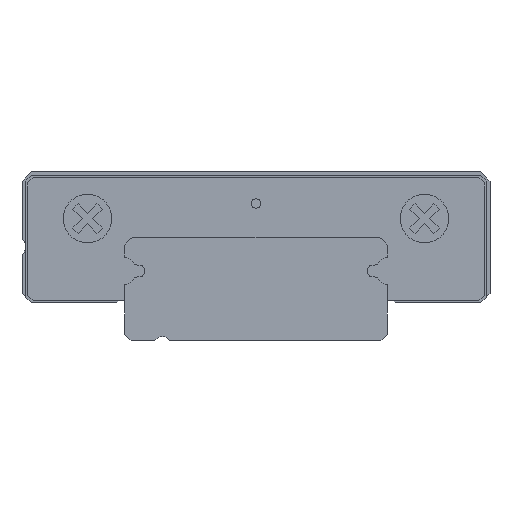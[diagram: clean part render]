
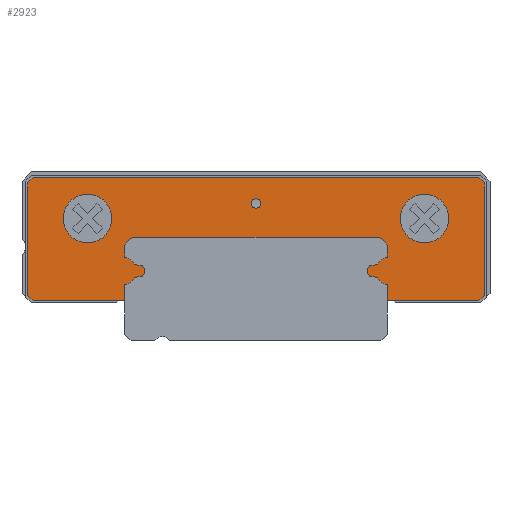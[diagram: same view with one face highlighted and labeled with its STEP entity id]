
A CAD part, front view. The second image highlights one B-rep face of the part: STEP entity #2923.
In plain terms, the highlighted planar face has unit normal (0, -1, 0).
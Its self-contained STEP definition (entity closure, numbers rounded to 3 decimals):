
#96=LINE('',#5265,#448);
#97=LINE('',#5268,#449);
#98=LINE('',#5270,#450);
#99=LINE('',#5272,#451);
#100=LINE('',#5274,#452);
#101=LINE('',#5276,#453);
#102=LINE('',#5278,#454);
#103=LINE('',#5282,#455);
#104=LINE('',#5286,#456);
#105=LINE('',#5290,#457);
#106=LINE('',#5294,#458);
#107=LINE('',#5298,#459);
#108=LINE('',#5302,#460);
#109=LINE('',#5306,#461);
#110=LINE('',#5310,#462);
#111=LINE('',#5312,#463);
#112=LINE('',#5314,#464);
#113=LINE('',#5316,#465);
#448=VECTOR('',#4445,1000.);
#449=VECTOR('',#4446,1000.);
#450=VECTOR('',#4447,1000.);
#451=VECTOR('',#4448,1000.);
#452=VECTOR('',#4449,1000.);
#453=VECTOR('',#4450,1000.);
#454=VECTOR('',#4451,1000.);
#455=VECTOR('',#4454,1000.);
#456=VECTOR('',#4457,1000.);
#457=VECTOR('',#4460,1000.);
#458=VECTOR('',#4463,1000.);
#459=VECTOR('',#4466,1000.);
#460=VECTOR('',#4469,1000.);
#461=VECTOR('',#4472,1000.);
#462=VECTOR('',#4475,1000.);
#463=VECTOR('',#4476,1000.);
#464=VECTOR('',#4477,1000.);
#465=VECTOR('',#4478,1000.);
#754=PLANE('',#4072);
#1043=ORIENTED_EDGE('',*,*,#1805,.F.);
#1044=ORIENTED_EDGE('',*,*,#1806,.F.);
#1045=ORIENTED_EDGE('',*,*,#1807,.T.);
#1046=ORIENTED_EDGE('',*,*,#1808,.T.);
#1047=ORIENTED_EDGE('',*,*,#1809,.T.);
#1048=ORIENTED_EDGE('',*,*,#1810,.T.);
#1049=ORIENTED_EDGE('',*,*,#1811,.T.);
#1050=ORIENTED_EDGE('',*,*,#1812,.T.);
#1051=ORIENTED_EDGE('',*,*,#1813,.T.);
#1052=ORIENTED_EDGE('',*,*,#1814,.T.);
#1053=ORIENTED_EDGE('',*,*,#1815,.T.);
#1054=ORIENTED_EDGE('',*,*,#1816,.T.);
#1055=ORIENTED_EDGE('',*,*,#1817,.T.);
#1056=ORIENTED_EDGE('',*,*,#1818,.T.);
#1057=ORIENTED_EDGE('',*,*,#1819,.T.);
#1058=ORIENTED_EDGE('',*,*,#1820,.T.);
#1059=ORIENTED_EDGE('',*,*,#1821,.T.);
#1060=ORIENTED_EDGE('',*,*,#1822,.T.);
#1061=ORIENTED_EDGE('',*,*,#1823,.T.);
#1062=ORIENTED_EDGE('',*,*,#1824,.T.);
#1063=ORIENTED_EDGE('',*,*,#1825,.T.);
#1064=ORIENTED_EDGE('',*,*,#1826,.T.);
#1065=ORIENTED_EDGE('',*,*,#1827,.T.);
#1066=ORIENTED_EDGE('',*,*,#1828,.T.);
#1067=ORIENTED_EDGE('',*,*,#1829,.T.);
#1068=ORIENTED_EDGE('',*,*,#1830,.T.);
#1069=ORIENTED_EDGE('',*,*,#1831,.T.);
#1070=ORIENTED_EDGE('',*,*,#1832,.T.);
#1071=ORIENTED_EDGE('',*,*,#1833,.F.);
#1805=EDGE_CURVE('',#2201,#2201,#2449,.T.);
#1806=EDGE_CURVE('',#2202,#2202,#2450,.T.);
#1807=EDGE_CURVE('',#2203,#2204,#96,.T.);
#1808=EDGE_CURVE('',#2204,#2205,#97,.T.);
#1809=EDGE_CURVE('',#2205,#2206,#98,.T.);
#1810=EDGE_CURVE('',#2206,#2207,#99,.T.);
#1811=EDGE_CURVE('',#2207,#2208,#100,.T.);
#1812=EDGE_CURVE('',#2208,#2209,#101,.T.);
#1813=EDGE_CURVE('',#2209,#2210,#102,.T.);
#1814=EDGE_CURVE('',#2210,#2211,#2451,.T.);
#1815=EDGE_CURVE('',#2211,#2212,#103,.T.);
#1816=EDGE_CURVE('',#2212,#2213,#2452,.T.);
#1817=EDGE_CURVE('',#2213,#2214,#104,.T.);
#1818=EDGE_CURVE('',#2214,#2215,#2453,.T.);
#1819=EDGE_CURVE('',#2215,#2216,#105,.T.);
#1820=EDGE_CURVE('',#2216,#2217,#2454,.T.);
#1821=EDGE_CURVE('',#2217,#2218,#106,.T.);
#1822=EDGE_CURVE('',#2218,#2219,#2455,.T.);
#1823=EDGE_CURVE('',#2219,#2220,#107,.T.);
#1824=EDGE_CURVE('',#2220,#2221,#2456,.T.);
#1825=EDGE_CURVE('',#2221,#2222,#108,.T.);
#1826=EDGE_CURVE('',#2222,#2223,#2457,.T.);
#1827=EDGE_CURVE('',#2223,#2224,#109,.T.);
#1828=EDGE_CURVE('',#2224,#2225,#2458,.T.);
#1829=EDGE_CURVE('',#2225,#2226,#110,.T.);
#1830=EDGE_CURVE('',#2226,#2227,#111,.T.);
#1831=EDGE_CURVE('',#2227,#2228,#112,.T.);
#1832=EDGE_CURVE('',#2228,#2203,#113,.T.);
#1833=EDGE_CURVE('',#2229,#2229,#2459,.T.);
#2201=VERTEX_POINT('',#5262);
#2202=VERTEX_POINT('',#5264);
#2203=VERTEX_POINT('',#5266);
#2204=VERTEX_POINT('',#5267);
#2205=VERTEX_POINT('',#5269);
#2206=VERTEX_POINT('',#5271);
#2207=VERTEX_POINT('',#5273);
#2208=VERTEX_POINT('',#5275);
#2209=VERTEX_POINT('',#5277);
#2210=VERTEX_POINT('',#5279);
#2211=VERTEX_POINT('',#5281);
#2212=VERTEX_POINT('',#5283);
#2213=VERTEX_POINT('',#5285);
#2214=VERTEX_POINT('',#5287);
#2215=VERTEX_POINT('',#5289);
#2216=VERTEX_POINT('',#5291);
#2217=VERTEX_POINT('',#5293);
#2218=VERTEX_POINT('',#5295);
#2219=VERTEX_POINT('',#5297);
#2220=VERTEX_POINT('',#5299);
#2221=VERTEX_POINT('',#5301);
#2222=VERTEX_POINT('',#5303);
#2223=VERTEX_POINT('',#5305);
#2224=VERTEX_POINT('',#5307);
#2225=VERTEX_POINT('',#5309);
#2226=VERTEX_POINT('',#5311);
#2227=VERTEX_POINT('',#5313);
#2228=VERTEX_POINT('',#5315);
#2229=VERTEX_POINT('',#5318);
#2449=CIRCLE('',#4073,0.25);
#2450=CIRCLE('',#4074,1.3);
#2451=CIRCLE('',#4075,0.75);
#2452=CIRCLE('',#4076,0.32);
#2453=CIRCLE('',#4077,0.75);
#2454=CIRCLE('',#4078,0.95);
#2455=CIRCLE('',#4079,0.95);
#2456=CIRCLE('',#4080,0.75);
#2457=CIRCLE('',#4081,0.32);
#2458=CIRCLE('',#4082,0.75);
#2459=CIRCLE('',#4083,1.3);
#2518=EDGE_LOOP('',(#1043));
#2519=EDGE_LOOP('',(#1044));
#2520=EDGE_LOOP('',(#1045,#1046,#1047,#1048,#1049,#1050,#1051,#1052,#1053,
#1054,#1055,#1056,#1057,#1058,#1059,#1060,#1061,#1062,#1063,#1064,#1065,
#1066,#1067,#1068,#1069,#1070));
#2521=EDGE_LOOP('',(#1071));
#2710=FACE_BOUND('',#2518,.T.);
#2711=FACE_BOUND('',#2519,.T.);
#2712=FACE_BOUND('',#2520,.T.);
#2713=FACE_BOUND('',#2521,.T.);
#2923=ADVANCED_FACE('',(#2710,#2711,#2712,#2713),#754,.T.);
#4072=AXIS2_PLACEMENT_3D('',#5260,#4439,#4440);
#4073=AXIS2_PLACEMENT_3D('',#5261,#4441,#4442);
#4074=AXIS2_PLACEMENT_3D('',#5263,#4443,#4444);
#4075=AXIS2_PLACEMENT_3D('',#5280,#4452,#4453);
#4076=AXIS2_PLACEMENT_3D('',#5284,#4455,#4456);
#4077=AXIS2_PLACEMENT_3D('',#5288,#4458,#4459);
#4078=AXIS2_PLACEMENT_3D('',#5292,#4461,#4462);
#4079=AXIS2_PLACEMENT_3D('',#5296,#4464,#4465);
#4080=AXIS2_PLACEMENT_3D('',#5300,#4467,#4468);
#4081=AXIS2_PLACEMENT_3D('',#5304,#4470,#4471);
#4082=AXIS2_PLACEMENT_3D('',#5308,#4473,#4474);
#4083=AXIS2_PLACEMENT_3D('',#5317,#4479,#4480);
#4439=DIRECTION('',(0.,-1.,0.));
#4440=DIRECTION('',(0.,0.,-1.));
#4441=DIRECTION('',(0.,-1.,0.));
#4442=DIRECTION('',(1.,0.,0.));
#4443=DIRECTION('',(0.,-1.,0.));
#4444=DIRECTION('',(1.,0.,0.));
#4445=DIRECTION('',(-0.707,0.,0.707));
#4446=DIRECTION('',(-1.,0.,0.));
#4447=DIRECTION('',(-0.707,0.,-0.707));
#4448=DIRECTION('',(0.,0.,-1.));
#4449=DIRECTION('',(0.707,0.,-0.707));
#4450=DIRECTION('',(1.,0.,0.));
#4451=DIRECTION('',(0.,0.,1.));
#4452=DIRECTION('',(0.,-1.,0.));
#4453=DIRECTION('',(1.,0.,0.));
#4454=DIRECTION('',(0.985,0.,0.174));
#4455=DIRECTION('',(0.,-1.,0.));
#4456=DIRECTION('',(-1.,0.,0.));
#4457=DIRECTION('',(-0.985,0.,0.174));
#4458=DIRECTION('',(0.,-1.,0.));
#4459=DIRECTION('',(1.,0.,0.));
#4460=DIRECTION('',(0.,0.,1.));
#4461=DIRECTION('',(0.,1.,0.));
#4462=DIRECTION('',(1.,0.,0.));
#4463=DIRECTION('',(1.,0.,0.));
#4464=DIRECTION('',(0.,1.,0.));
#4465=DIRECTION('',(1.,0.,0.));
#4466=DIRECTION('',(0.,0.,-1.));
#4467=DIRECTION('',(0.,-1.,0.));
#4468=DIRECTION('',(1.,0.,0.));
#4469=DIRECTION('',(-0.985,0.,-0.174));
#4470=DIRECTION('',(0.,-1.,0.));
#4471=DIRECTION('',(1.,0.,0.));
#4472=DIRECTION('',(0.985,0.,-0.174));
#4473=DIRECTION('',(0.,-1.,0.));
#4474=DIRECTION('',(1.,0.,0.));
#4475=DIRECTION('',(0.,0.,-1.));
#4476=DIRECTION('',(1.,0.,0.));
#4477=DIRECTION('',(0.707,0.,0.707));
#4478=DIRECTION('',(0.,0.,1.));
#4479=DIRECTION('',(0.,-1.,0.));
#4480=DIRECTION('',(1.,0.,0.));
#5260=CARTESIAN_POINT('',(-7.15,-11.2,3.7));
#5261=CARTESIAN_POINT('',(0.,-11.2,7.3));
#5262=CARTESIAN_POINT('',(0.25,-11.2,7.3));
#5263=CARTESIAN_POINT('',(-9.,-11.2,6.5));
#5264=CARTESIAN_POINT('',(-7.7,-11.2,6.5));
#5265=CARTESIAN_POINT('',(11.9,-11.2,8.7));
#5266=CARTESIAN_POINT('',(12.2,-11.2,8.4));
#5267=CARTESIAN_POINT('',(11.9,-11.2,8.7));
#5268=CARTESIAN_POINT('',(11.9,-11.2,8.7));
#5269=CARTESIAN_POINT('',(-11.9,-11.2,8.7));
#5270=CARTESIAN_POINT('',(-12.2,-11.2,8.4));
#5271=CARTESIAN_POINT('',(-12.2,-11.2,8.4));
#5272=CARTESIAN_POINT('',(-12.2,-11.2,2.4));
#5273=CARTESIAN_POINT('',(-12.2,-11.2,2.4));
#5274=CARTESIAN_POINT('',(-12.2,-11.2,2.4));
#5275=CARTESIAN_POINT('',(-11.9,-11.2,2.1));
#5276=CARTESIAN_POINT('',(-7.,-11.2,2.1));
#5277=CARTESIAN_POINT('',(-7.,-11.2,2.1));
#5278=CARTESIAN_POINT('',(-7.,-11.2,2.965));
#5279=CARTESIAN_POINT('',(-7.,-11.2,2.965));
#5280=CARTESIAN_POINT('',(-7.15,-11.2,3.7));
#5281=CARTESIAN_POINT('',(-6.483,-11.2,3.358));
#5282=CARTESIAN_POINT('',(-6.081,-11.2,3.429));
#5283=CARTESIAN_POINT('',(-6.081,-11.2,3.429));
#5284=CARTESIAN_POINT('',(-6.25,-11.2,3.7));
#5285=CARTESIAN_POINT('',(-6.081,-11.2,3.971));
#5286=CARTESIAN_POINT('',(-6.483,-11.2,4.042));
#5287=CARTESIAN_POINT('',(-6.483,-11.2,4.042));
#5288=CARTESIAN_POINT('',(-7.15,-11.2,3.7));
#5289=CARTESIAN_POINT('',(-7.,-11.2,4.435));
#5290=CARTESIAN_POINT('',(-7.,-11.2,5.074));
#5291=CARTESIAN_POINT('',(-7.,-11.2,5.074));
#5292=CARTESIAN_POINT('',(-6.15,-11.2,4.65));
#5293=CARTESIAN_POINT('',(-6.574,-11.2,5.5));
#5294=CARTESIAN_POINT('',(6.574,-11.2,5.5));
#5295=CARTESIAN_POINT('',(6.574,-11.2,5.5));
#5296=CARTESIAN_POINT('',(6.15,-11.2,4.65));
#5297=CARTESIAN_POINT('',(7.,-11.2,5.074));
#5298=CARTESIAN_POINT('',(7.,-11.2,4.435));
#5299=CARTESIAN_POINT('',(7.,-11.2,4.435));
#5300=CARTESIAN_POINT('',(7.15,-11.2,3.7));
#5301=CARTESIAN_POINT('',(6.483,-11.2,4.042));
#5302=CARTESIAN_POINT('',(6.081,-11.2,3.971));
#5303=CARTESIAN_POINT('',(6.081,-11.2,3.971));
#5304=CARTESIAN_POINT('',(6.25,-11.2,3.7));
#5305=CARTESIAN_POINT('',(6.081,-11.2,3.429));
#5306=CARTESIAN_POINT('',(6.483,-11.2,3.358));
#5307=CARTESIAN_POINT('',(6.483,-11.2,3.358));
#5308=CARTESIAN_POINT('',(7.15,-11.2,3.7));
#5309=CARTESIAN_POINT('',(7.,-11.2,2.965));
#5310=CARTESIAN_POINT('',(7.,-11.2,2.1));
#5311=CARTESIAN_POINT('',(7.,-11.2,2.1));
#5312=CARTESIAN_POINT('',(11.9,-11.2,2.1));
#5313=CARTESIAN_POINT('',(11.9,-11.2,2.1));
#5314=CARTESIAN_POINT('',(12.2,-11.2,2.4));
#5315=CARTESIAN_POINT('',(12.2,-11.2,2.4));
#5316=CARTESIAN_POINT('',(12.2,-11.2,2.4));
#5317=CARTESIAN_POINT('',(9.,-11.2,6.5));
#5318=CARTESIAN_POINT('',(10.3,-11.2,6.5));
